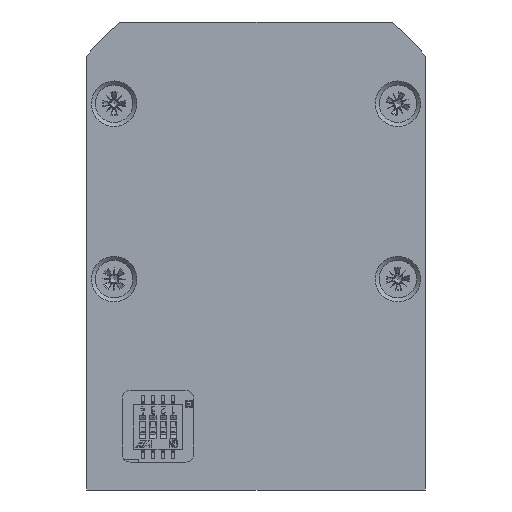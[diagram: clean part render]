
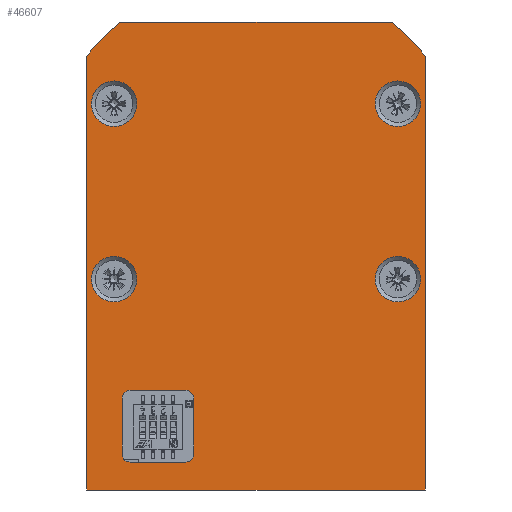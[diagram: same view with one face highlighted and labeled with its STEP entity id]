
A CAD part, front view. The second image highlights one B-rep face of the part: STEP entity #46607.
In plain terms, the highlighted planar face has unit normal (0, -1, 0).
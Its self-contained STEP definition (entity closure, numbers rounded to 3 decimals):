
#399=FACE_BOUND('',#7360,.T.);
#400=FACE_BOUND('',#7361,.T.);
#401=FACE_BOUND('',#7362,.T.);
#402=FACE_BOUND('',#7363,.T.);
#403=FACE_BOUND('',#7364,.T.);
#2240=PLANE('',#49969);
#4844=FACE_OUTER_BOUND('',#7359,.T.);
#7359=EDGE_LOOP('',(#40708,#40709,#40710,#40711,#40712,#40713));
#7360=EDGE_LOOP('',(#40714));
#7361=EDGE_LOOP('',(#40715));
#7362=EDGE_LOOP('',(#40716));
#7363=EDGE_LOOP('',(#40717));
#7364=EDGE_LOOP('',(#40718,#40719,#40720,#40721,#40722,#40723,#40724,#40725));
#12279=LINE('',#74934,#17253);
#12284=LINE('',#74944,#17258);
#12342=LINE('',#75138,#17316);
#12345=LINE('',#75146,#17319);
#12346=LINE('',#75158,#17320);
#12347=LINE('',#75162,#17321);
#12348=LINE('',#75166,#17322);
#12349=LINE('',#75170,#17323);
#17253=VECTOR('',#61102,10.);
#17258=VECTOR('',#61109,54.529);
#17316=VECTOR('',#61277,54.529);
#17319=VECTOR('',#61286,33.957);
#17320=VECTOR('',#61297,7.);
#17321=VECTOR('',#61300,7.);
#17322=VECTOR('',#61303,7.);
#17323=VECTOR('',#61306,7.);
#18506=CIRCLE('',#49970,27.2);
#18507=CIRCLE('',#49971,27.2);
#18508=CIRCLE('',#49972,2.85);
#18509=CIRCLE('',#49973,2.85);
#18510=CIRCLE('',#49974,2.85);
#18511=CIRCLE('',#49975,2.85);
#18512=CIRCLE('',#49976,1.);
#18513=CIRCLE('',#49977,1.);
#18514=CIRCLE('',#49978,1.);
#18515=CIRCLE('',#49979,1.);
#22405=VERTEX_POINT('',#74928);
#22407=VERTEX_POINT('',#74932);
#22411=VERTEX_POINT('',#74942);
#22492=VERTEX_POINT('',#75137);
#22493=VERTEX_POINT('',#75143);
#22494=VERTEX_POINT('',#75145);
#22495=VERTEX_POINT('',#75148);
#22496=VERTEX_POINT('',#75150);
#22497=VERTEX_POINT('',#75152);
#22498=VERTEX_POINT('',#75154);
#22499=VERTEX_POINT('',#75156);
#22500=VERTEX_POINT('',#75157);
#22501=VERTEX_POINT('',#75159);
#22502=VERTEX_POINT('',#75161);
#22503=VERTEX_POINT('',#75163);
#22504=VERTEX_POINT('',#75165);
#22505=VERTEX_POINT('',#75167);
#22506=VERTEX_POINT('',#75169);
#28543=EDGE_CURVE('',#22405,#22407,#12279,.T.);
#28548=EDGE_CURVE('',#22407,#22411,#12284,.T.);
#28646=EDGE_CURVE('',#22405,#22492,#12342,.T.);
#28649=EDGE_CURVE('',#22411,#22493,#18506,.F.);
#28650=EDGE_CURVE('',#22494,#22493,#12345,.T.);
#28651=EDGE_CURVE('',#22494,#22492,#18507,.F.);
#28652=EDGE_CURVE('',#22495,#22495,#18508,.T.);
#28653=EDGE_CURVE('',#22496,#22496,#18509,.T.);
#28654=EDGE_CURVE('',#22497,#22497,#18510,.T.);
#28655=EDGE_CURVE('',#22498,#22498,#18511,.T.);
#28656=EDGE_CURVE('',#22499,#22500,#12346,.F.);
#28657=EDGE_CURVE('',#22501,#22500,#18512,.F.);
#28658=EDGE_CURVE('',#22501,#22502,#12347,.F.);
#28659=EDGE_CURVE('',#22503,#22502,#18513,.F.);
#28660=EDGE_CURVE('',#22503,#22504,#12348,.F.);
#28661=EDGE_CURVE('',#22505,#22504,#18514,.F.);
#28662=EDGE_CURVE('',#22505,#22506,#12349,.F.);
#28663=EDGE_CURVE('',#22499,#22506,#18515,.F.);
#40708=ORIENTED_EDGE('',*,*,#28543,.T.);
#40709=ORIENTED_EDGE('',*,*,#28548,.T.);
#40710=ORIENTED_EDGE('',*,*,#28649,.T.);
#40711=ORIENTED_EDGE('',*,*,#28650,.F.);
#40712=ORIENTED_EDGE('',*,*,#28651,.T.);
#40713=ORIENTED_EDGE('',*,*,#28646,.F.);
#40714=ORIENTED_EDGE('',*,*,#28652,.F.);
#40715=ORIENTED_EDGE('',*,*,#28653,.F.);
#40716=ORIENTED_EDGE('',*,*,#28654,.F.);
#40717=ORIENTED_EDGE('',*,*,#28655,.F.);
#40718=ORIENTED_EDGE('',*,*,#28656,.T.);
#40719=ORIENTED_EDGE('',*,*,#28657,.F.);
#40720=ORIENTED_EDGE('',*,*,#28658,.T.);
#40721=ORIENTED_EDGE('',*,*,#28659,.F.);
#40722=ORIENTED_EDGE('',*,*,#28660,.T.);
#40723=ORIENTED_EDGE('',*,*,#28661,.F.);
#40724=ORIENTED_EDGE('',*,*,#28662,.T.);
#40725=ORIENTED_EDGE('',*,*,#28663,.F.);
#46607=ADVANCED_FACE('',(#4844,#399,#400,#401,#402,#403),#2240,.F.);
#49969=AXIS2_PLACEMENT_3D('',#75142,#61282,#61283);
#49970=AXIS2_PLACEMENT_3D('',#75144,#61284,#61285);
#49971=AXIS2_PLACEMENT_3D('',#75147,#61287,#61288);
#49972=AXIS2_PLACEMENT_3D('',#75149,#61289,#61290);
#49973=AXIS2_PLACEMENT_3D('',#75151,#61291,#61292);
#49974=AXIS2_PLACEMENT_3D('',#75153,#61293,#61294);
#49975=AXIS2_PLACEMENT_3D('',#75155,#61295,#61296);
#49976=AXIS2_PLACEMENT_3D('',#75160,#61298,#61299);
#49977=AXIS2_PLACEMENT_3D('',#75164,#61301,#61302);
#49978=AXIS2_PLACEMENT_3D('',#75168,#61304,#61305);
#49979=AXIS2_PLACEMENT_3D('',#75171,#61307,#61308);
#61102=DIRECTION('',(1.,0.,0.));
#61109=DIRECTION('',(0.,0.,1.));
#61277=DIRECTION('',(0.,0.,1.));
#61282=DIRECTION('center_axis',(0.,1.,0.));
#61283=DIRECTION('ref_axis',(1.,0.,0.));
#61284=DIRECTION('center_axis',(0.,1.,0.));
#61285=DIRECTION('ref_axis',(1.,0.,0.));
#61286=DIRECTION('',(1.,0.,0.));
#61287=DIRECTION('center_axis',(0.,1.,0.));
#61288=DIRECTION('ref_axis',(1.,0.,0.));
#61289=DIRECTION('center_axis',(0.,-1.,0.));
#61290=DIRECTION('ref_axis',(-1.,0.,0.));
#61291=DIRECTION('center_axis',(0.,-1.,0.));
#61292=DIRECTION('ref_axis',(-1.,0.,0.));
#61293=DIRECTION('center_axis',(0.,-1.,0.));
#61294=DIRECTION('ref_axis',(-1.,0.,0.));
#61295=DIRECTION('center_axis',(0.,-1.,0.));
#61296=DIRECTION('ref_axis',(-1.,0.,0.));
#61297=DIRECTION('',(0.,0.,-1.));
#61298=DIRECTION('center_axis',(0.,1.,0.));
#61299=DIRECTION('ref_axis',(-0.707,0.,0.707));
#61300=DIRECTION('',(-1.,0.,0.));
#61301=DIRECTION('center_axis',(0.,1.,0.));
#61302=DIRECTION('ref_axis',(0.707,0.,0.707));
#61303=DIRECTION('',(0.,0.,1.));
#61304=DIRECTION('center_axis',(0.,1.,0.));
#61305=DIRECTION('ref_axis',(0.707,0.,-0.707));
#61306=DIRECTION('',(1.,0.,0.));
#61307=DIRECTION('center_axis',(0.,1.,0.));
#61308=DIRECTION('ref_axis',(-0.707,0.,-0.707));
#74928=CARTESIAN_POINT('',(-42.4,-33.4,-16.3));
#74932=CARTESIAN_POINT('',(0.1,-33.4,-16.3));
#74934=CARTESIAN_POINT('',(-31.785,-33.4,-16.3));
#74942=CARTESIAN_POINT('',(0.1,-33.4,38.129));
#74944=CARTESIAN_POINT('',(0.1,-33.4,-16.4));
#75137=CARTESIAN_POINT('',(-42.4,-33.4,38.129));
#75138=CARTESIAN_POINT('',(-42.4,-33.4,-16.4));
#75142=CARTESIAN_POINT('Origin',(-42.4,-33.4,42.4));
#75143=CARTESIAN_POINT('',(-4.171,-33.4,42.4));
#75144=CARTESIAN_POINT('Origin',(-21.15,-33.4,21.15));
#75145=CARTESIAN_POINT('',(-38.129,-33.4,42.4));
#75146=CARTESIAN_POINT('',(-38.129,-33.4,42.4));
#75147=CARTESIAN_POINT('Origin',(-21.15,-33.4,21.15));
#75148=CARTESIAN_POINT('',(-0.5,-33.4,32.15));
#75149=CARTESIAN_POINT('Origin',(-3.35,-33.4,32.15));
#75150=CARTESIAN_POINT('',(-36.1,-33.4,10.15));
#75151=CARTESIAN_POINT('Origin',(-38.95,-33.4,10.15));
#75152=CARTESIAN_POINT('',(-0.5,-33.4,10.15));
#75153=CARTESIAN_POINT('Origin',(-3.35,-33.4,10.15));
#75154=CARTESIAN_POINT('',(-36.1,-33.4,32.15));
#75155=CARTESIAN_POINT('Origin',(-38.95,-33.4,32.15));
#75156=CARTESIAN_POINT('',(-37.95,-33.4,-11.8));
#75157=CARTESIAN_POINT('',(-37.95,-33.4,-4.8));
#75158=CARTESIAN_POINT('',(-37.95,-33.4,-4.8));
#75159=CARTESIAN_POINT('',(-36.95,-33.4,-3.8));
#75160=CARTESIAN_POINT('Origin',(-36.95,-33.4,-4.8));
#75161=CARTESIAN_POINT('',(-29.95,-33.4,-3.8));
#75162=CARTESIAN_POINT('',(-29.95,-33.4,-3.8));
#75163=CARTESIAN_POINT('',(-28.95,-33.4,-4.8));
#75164=CARTESIAN_POINT('Origin',(-29.95,-33.4,-4.8));
#75165=CARTESIAN_POINT('',(-28.95,-33.4,-11.8));
#75166=CARTESIAN_POINT('',(-28.95,-33.4,-11.8));
#75167=CARTESIAN_POINT('',(-29.95,-33.4,-12.8));
#75168=CARTESIAN_POINT('Origin',(-29.95,-33.4,-11.8));
#75169=CARTESIAN_POINT('',(-36.95,-33.4,-12.8));
#75170=CARTESIAN_POINT('',(-36.95,-33.4,-12.8));
#75171=CARTESIAN_POINT('Origin',(-36.95,-33.4,-11.8));
